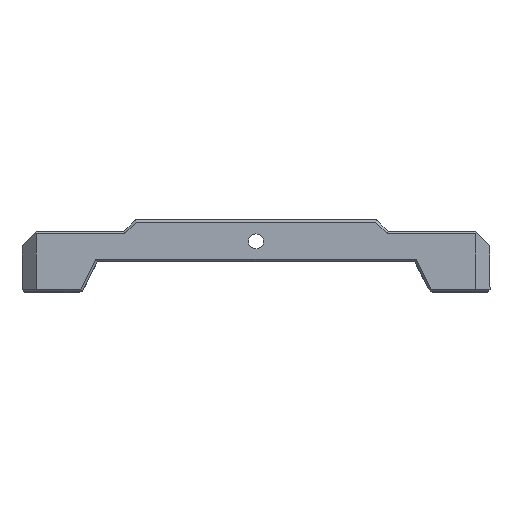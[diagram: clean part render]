
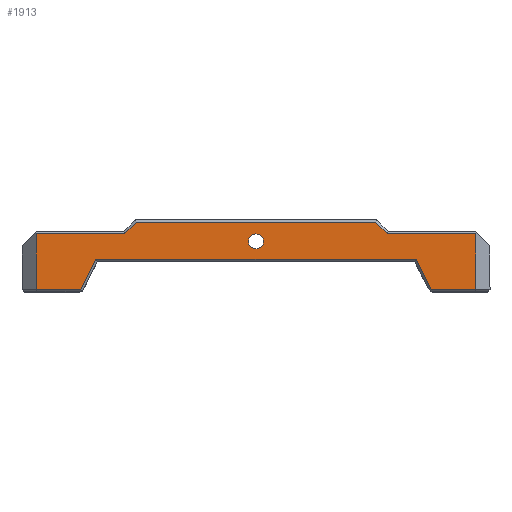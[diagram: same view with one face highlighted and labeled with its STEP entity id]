
A CAD part, top view. The second image highlights one B-rep face of the part: STEP entity #1913.
In plain terms, the highlighted face is planar.
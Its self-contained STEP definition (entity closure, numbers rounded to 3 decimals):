
#42=PLANE('',#2045);
#142=CIRCLE('',#2046,3.125);
#246=ORIENTED_EDGE('',*,*,#788,.T.);
#247=ORIENTED_EDGE('',*,*,#789,.T.);
#248=ORIENTED_EDGE('',*,*,#790,.T.);
#249=ORIENTED_EDGE('',*,*,#791,.T.);
#250=ORIENTED_EDGE('',*,*,#792,.T.);
#251=ORIENTED_EDGE('',*,*,#793,.T.);
#252=ORIENTED_EDGE('',*,*,#794,.T.);
#253=ORIENTED_EDGE('',*,*,#795,.T.);
#254=ORIENTED_EDGE('',*,*,#796,.T.);
#255=ORIENTED_EDGE('',*,*,#797,.T.);
#256=ORIENTED_EDGE('',*,*,#798,.T.);
#257=ORIENTED_EDGE('',*,*,#799,.T.);
#258=ORIENTED_EDGE('',*,*,#800,.F.);
#788=EDGE_CURVE('',#1056,#1057,#1225,.T.);
#789=EDGE_CURVE('',#1057,#1058,#1226,.T.);
#790=EDGE_CURVE('',#1058,#1059,#1227,.T.);
#791=EDGE_CURVE('',#1059,#1060,#1228,.T.);
#792=EDGE_CURVE('',#1060,#1061,#1229,.T.);
#793=EDGE_CURVE('',#1061,#1062,#1230,.T.);
#794=EDGE_CURVE('',#1062,#1063,#1231,.T.);
#795=EDGE_CURVE('',#1063,#1064,#1232,.T.);
#796=EDGE_CURVE('',#1064,#1065,#1233,.T.);
#797=EDGE_CURVE('',#1065,#1066,#1234,.T.);
#798=EDGE_CURVE('',#1066,#1067,#1235,.T.);
#799=EDGE_CURVE('',#1067,#1056,#1236,.T.);
#800=EDGE_CURVE('',#1068,#1068,#142,.T.);
#1056=VERTEX_POINT('',#2867);
#1057=VERTEX_POINT('',#2868);
#1058=VERTEX_POINT('',#2870);
#1059=VERTEX_POINT('',#2872);
#1060=VERTEX_POINT('',#2874);
#1061=VERTEX_POINT('',#2876);
#1062=VERTEX_POINT('',#2878);
#1063=VERTEX_POINT('',#2880);
#1064=VERTEX_POINT('',#2882);
#1065=VERTEX_POINT('',#2884);
#1066=VERTEX_POINT('',#2886);
#1067=VERTEX_POINT('',#2888);
#1068=VERTEX_POINT('',#2891);
#1225=LINE('',#2866,#1481);
#1226=LINE('',#2869,#1482);
#1227=LINE('',#2871,#1483);
#1228=LINE('',#2873,#1484);
#1229=LINE('',#2875,#1485);
#1230=LINE('',#2877,#1486);
#1231=LINE('',#2879,#1487);
#1232=LINE('',#2881,#1488);
#1233=LINE('',#2883,#1489);
#1234=LINE('',#2885,#1490);
#1235=LINE('',#2887,#1491);
#1236=LINE('',#2889,#1492);
#1481=VECTOR('',#2281,1000.);
#1482=VECTOR('',#2282,1000.);
#1483=VECTOR('',#2283,1000.);
#1484=VECTOR('',#2284,1000.);
#1485=VECTOR('',#2285,1000.);
#1486=VECTOR('',#2286,1000.);
#1487=VECTOR('',#2287,1000.);
#1488=VECTOR('',#2288,1000.);
#1489=VECTOR('',#2289,1000.);
#1490=VECTOR('',#2290,1000.);
#1491=VECTOR('',#2291,1000.);
#1492=VECTOR('',#2292,1000.);
#1668=EDGE_LOOP('',(#246,#247,#248,#249,#250,#251,#252,#253,#254,#255,#256,
#257));
#1669=EDGE_LOOP('',(#258));
#1788=FACE_BOUND('',#1668,.T.);
#1789=FACE_BOUND('',#1669,.T.);
#1913=ADVANCED_FACE('',(#1788,#1789),#42,.T.);
#2045=AXIS2_PLACEMENT_3D('',#2865,#2279,#2280);
#2046=AXIS2_PLACEMENT_3D('',#2890,#2293,#2294);
#2279=DIRECTION('',(0.,0.,-1.));
#2280=DIRECTION('',(1.,0.,0.));
#2281=DIRECTION('',(1.,0.,0.));
#2282=DIRECTION('',(0.447,0.894,0.));
#2283=DIRECTION('',(1.,0.,0.));
#2284=DIRECTION('',(0.,-1.,0.));
#2285=DIRECTION('',(-1.,0.,0.));
#2286=DIRECTION('',(-0.707,-0.707,0.));
#2287=DIRECTION('',(-1.,0.,0.));
#2288=DIRECTION('',(-0.707,0.707,0.));
#2289=DIRECTION('',(-1.,0.,0.));
#2290=DIRECTION('',(0.,1.,0.));
#2291=DIRECTION('',(1.,0.,0.));
#2292=DIRECTION('',(0.447,-0.894,0.));
#2293=DIRECTION('',(0.,0.,-1.));
#2294=DIRECTION('',(-1.,0.,0.));
#2865=CARTESIAN_POINT('',(40.,-72.357,0.));
#2866=CARTESIAN_POINT('',(65.75,7.343,0.));
#2867=CARTESIAN_POINT('',(-66.368,7.343,0.));
#2868=CARTESIAN_POINT('',(66.368,7.343,0.));
#2869=CARTESIAN_POINT('',(72.894,20.396,0.));
#2870=CARTESIAN_POINT('',(72.618,19.843,0.));
#2871=CARTESIAN_POINT('',(40.,19.843,0.));
#2872=CARTESIAN_POINT('',(91.,19.843,0.));
#2873=CARTESIAN_POINT('',(91.,1.843,0.));
#2874=CARTESIAN_POINT('',(91.,-3.157,0.));
#2875=CARTESIAN_POINT('',(66.,-3.157,0.));
#2876=CARTESIAN_POINT('',(54.429,-3.157,0.));
#2877=CARTESIAN_POINT('',(50.293,-7.293,0.));
#2878=CARTESIAN_POINT('',(49.586,-8.,0.));
#2879=CARTESIAN_POINT('',(-50.,-8.,0.));
#2880=CARTESIAN_POINT('',(-49.586,-8.,0.));
#2881=CARTESIAN_POINT('',(-65.293,7.707,0.));
#2882=CARTESIAN_POINT('',(-54.429,-3.157,0.));
#2883=CARTESIAN_POINT('',(-91.,-3.157,0.));
#2884=CARTESIAN_POINT('',(-91.,-3.157,0.));
#2885=CARTESIAN_POINT('',(-91.,-72.357,0.));
#2886=CARTESIAN_POINT('',(-91.,19.843,0.));
#2887=CARTESIAN_POINT('',(40.,19.843,0.));
#2888=CARTESIAN_POINT('',(-72.618,19.843,0.));
#2889=CARTESIAN_POINT('',(-13.214,-98.964,0.));
#2890=CARTESIAN_POINT('',(0.,0.,0.));
#2891=CARTESIAN_POINT('',(-3.125,0.,0.));
